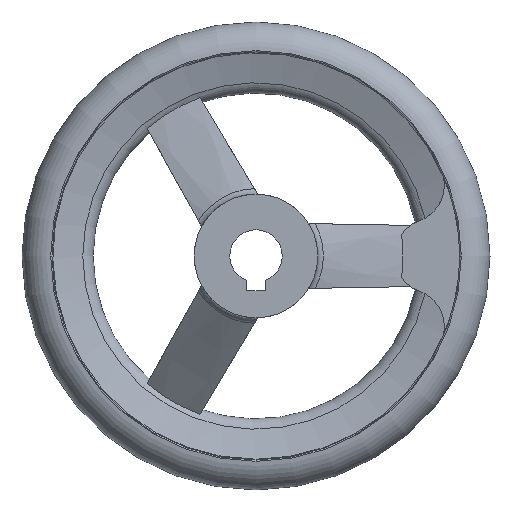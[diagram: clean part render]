
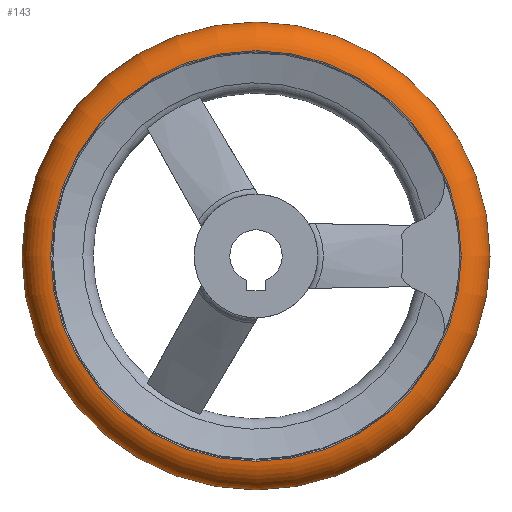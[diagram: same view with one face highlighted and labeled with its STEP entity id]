
A CAD part, front view. The second image highlights one B-rep face of the part: STEP entity #143.
In plain terms, the highlighted toroidal (fillet/blend) face has major radius 54.5 mm and minor radius 8 mm.
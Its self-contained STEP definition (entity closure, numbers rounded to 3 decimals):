
#143 = ADVANCED_FACE( '', ( #307, #308, #309 ), #310, .T. );
#307 = FACE_BOUND( '', #491, .T. );
#308 = FACE_OUTER_BOUND( '', #492, .T. );
#309 = FACE_OUTER_BOUND( '', #493, .T. );
#310 = TOROIDAL_SURFACE( '', #494, 54.5, 8. );
#491 = VERTEX_LOOP( '', #921 );
#492 = EDGE_LOOP( '', ( #922 ) );
#493 = EDGE_LOOP( '', ( #923 ) );
#494 = AXIS2_PLACEMENT_3D( '', #924, #925, #926 );
#921 = VERTEX_POINT( '', #1230 );
#922 = ORIENTED_EDGE( '', *, *, #1231, .T. );
#923 = ORIENTED_EDGE( '', *, *, #1111, .F. );
#924 = CARTESIAN_POINT( '', ( 0., 28., 0. ) );
#925 = DIRECTION( '', ( 0., -1., 0. ) );
#926 = DIRECTION( '', ( 0., 0., -1. ) );
#1111 = EDGE_CURVE( '', #1330, #1330, #1331, .T. );
#1230 = CARTESIAN_POINT( '', ( 0., 28., -62.5 ) );
#1231 = EDGE_CURVE( '', #1502, #1502, #1503, .T. );
#1330 = VERTEX_POINT( '', #1769 );
#1331 = CIRCLE( '', #1770, 54.833 );
#1502 = VERTEX_POINT( '', #2264 );
#1503 = CIRCLE( '', #2265, 54.833 );
#1769 = CARTESIAN_POINT( '', ( 0., 20.007, -54.833 ) );
#1770 = AXIS2_PLACEMENT_3D( '', #2369, #2370, #2371 );
#2264 = CARTESIAN_POINT( '', ( 0., 35.993, -54.833 ) );
#2265 = AXIS2_PLACEMENT_3D( '', #2496, #2497, #2498 );
#2369 = CARTESIAN_POINT( '', ( 0., 20.007, 0. ) );
#2370 = DIRECTION( '', ( 0., -1., 0. ) );
#2371 = DIRECTION( '', ( 0., 0., -1. ) );
#2496 = CARTESIAN_POINT( '', ( 0., 35.993, 0. ) );
#2497 = DIRECTION( '', ( 0., -1., 0. ) );
#2498 = DIRECTION( '', ( 0., 0., -1. ) );
